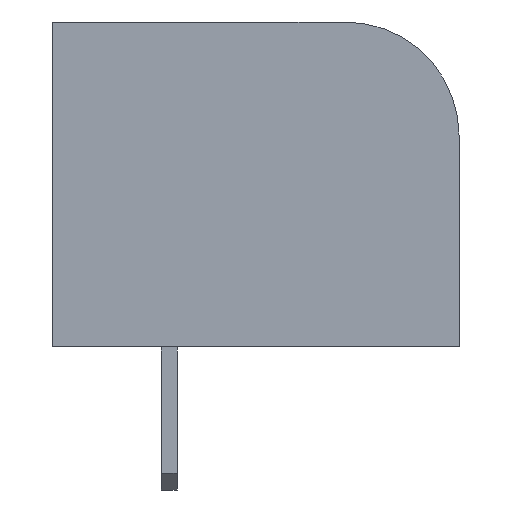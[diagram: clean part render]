
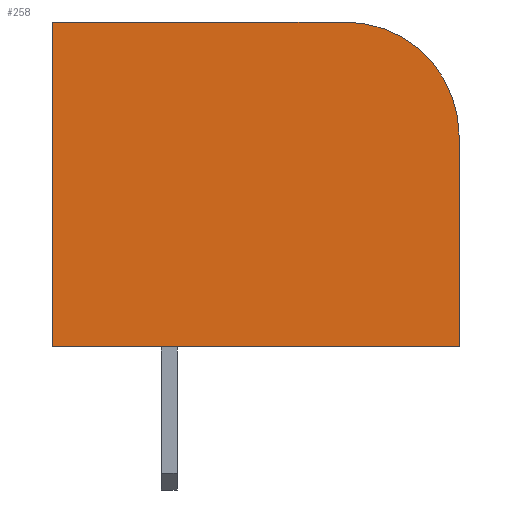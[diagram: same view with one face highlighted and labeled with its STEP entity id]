
A CAD part, left-side view. The second image highlights one B-rep face of the part: STEP entity #258.
In plain terms, the highlighted planar face has unit normal (-1, 0, 0).
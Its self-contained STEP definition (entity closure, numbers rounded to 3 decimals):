
#13=DIRECTION('',(0.,0.,1.));
#21=EDGE_CURVE('',#22,#24,#26,.T.);
#22=VERTEX_POINT('',#23);
#23=CARTESIAN_POINT('',(-5.5,-12.7,0.));
#24=VERTEX_POINT('',#25);
#25=CARTESIAN_POINT('',(-5.5,-12.7,9.2));
#26=LINE('',#23,#27);
#27=VECTOR('',#13,1.);
#34=DIRECTION('',(1.,0.,0.));
#258=ADVANCED_FACE('',(#259),#285,.F.);
#259=FACE_BOUND('',#260,.F.);
#260=EDGE_LOOP('',(#261,#262,#269,#274,#279));
#261=ORIENTED_EDGE('',*,*,#21,.F.);
#262=ORIENTED_EDGE('',*,*,#263,.F.);
#263=EDGE_CURVE('',#264,#22,#266,.T.);
#264=VERTEX_POINT('',#265);
#265=CARTESIAN_POINT('',(-5.5,5.1,0.));
#266=LINE('',#265,#267);
#267=VECTOR('',#268,1.);
#268=DIRECTION('',(0.,-1.,0.));
#269=ORIENTED_EDGE('',*,*,#270,.T.);
#270=EDGE_CURVE('',#264,#271,#273,.T.);
#271=VERTEX_POINT('',#272);
#272=CARTESIAN_POINT('',(-5.5,5.1,14.2));
#273=LINE('',#265,#27);
#274=ORIENTED_EDGE('',*,*,#275,.T.);
#275=EDGE_CURVE('',#271,#276,#278,.T.);
#276=VERTEX_POINT('',#277);
#277=CARTESIAN_POINT('',(-5.5,-7.7,14.2));
#278=LINE('',#272,#267);
#279=ORIENTED_EDGE('',*,*,#280,.F.);
#280=EDGE_CURVE('',#24,#276,#281,.T.);
#281=CIRCLE('',#282,5.);
#282=AXIS2_PLACEMENT_3D('',#283,#284,#13);
#283=CARTESIAN_POINT('',(-5.5,-7.7,9.2));
#284=DIRECTION('',(-1.,0.,0.));
#285=PLANE('',#286);
#286=AXIS2_PLACEMENT_3D('',#265,#34,#268);
